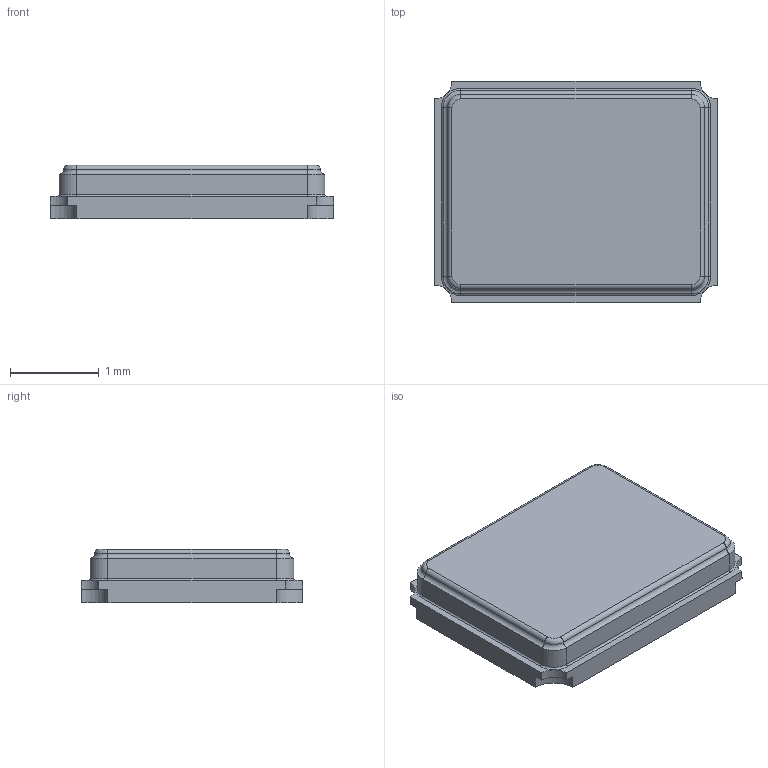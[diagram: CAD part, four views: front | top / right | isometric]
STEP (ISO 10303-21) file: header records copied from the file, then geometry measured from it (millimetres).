
FILE_DESCRIPTION (( 'STEP AP214' ), '1' );
FILE_NAME ('CRYSTAL-SMD_4P-L3.2-W2.5-BL-2.STEP', '2021-11-13T13:09:50', ( 'Sky123.Org' ), ( 'Sky123.Org' ), 'SwSTEP 2.0', 'SolidWorks 2017', '' );
FILE_SCHEMA (( 'AUTOMOTIVE_DESIGN' ));
Length unit declared in the file: millimetre
Products named in the file (1): CRYSTAL-SMD_4P-L3.2-W2.5-BL-2
Bounding box: 3.2 x 2.5 x 0.6 mm (x, y, z)
Volume: 4.3 mm3; surface area: 21.6 mm2
Topology: 1 solids, 1 shells, 88 faces, 231 edges, 146 vertices
Faces by surface type: plane 48, cylinder 28, torus 12
Entity records: 3693 total; most frequent: DIRECTION 477, CARTESIAN_POINT 466, ORIENTED_EDGE 462, EDGE_CURVE 231, LINE 163, VECTOR 163, AXIS2_PLACEMENT_3D 157, VERTEX_POINT 146
